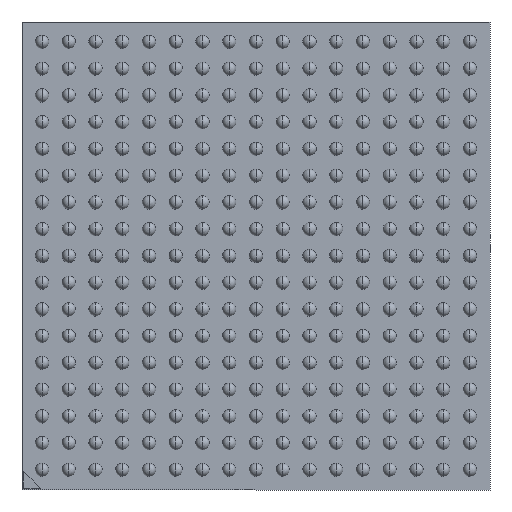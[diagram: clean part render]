
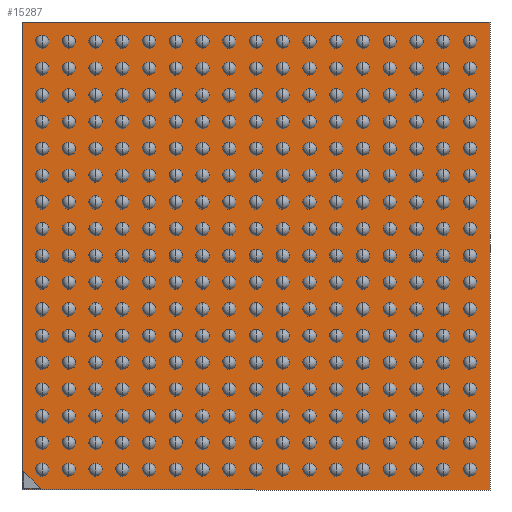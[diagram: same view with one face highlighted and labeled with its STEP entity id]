
A CAD part, front view. The second image highlights one B-rep face of the part: STEP entity #15287.
In plain terms, the highlighted planar face has unit normal (0, -1, 0).
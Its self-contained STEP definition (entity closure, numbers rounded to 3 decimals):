
#27 = VERTEX_POINT ( 'NONE', #2395 ) ;
#72 = CARTESIAN_POINT ( 'NONE',  ( -6.946, 0., -6.453 ) ) ;
#163 = ORIENTED_EDGE ( 'NONE', *, *, #7143, .F. ) ;
#235 = CARTESIAN_POINT ( 'NONE',  ( -6.946, 0., -6.946 ) ) ;
#330 = DIRECTION ( 'NONE',  ( 0., 0., -1. ) ) ;
#876 = VERTEX_POINT ( 'NONE', #10534 ) ;
#951 = VECTOR ( 'NONE', #330, 1000. ) ;
#1287 = VERTEX_POINT ( 'NONE', #12111 ) ;
#1374 = DIRECTION ( 'NONE',  ( 1., 0., 0. ) ) ;
#1410 = EDGE_CURVE ( 'NONE', #15524, #27, #2138, .T. ) ;
#1605 = EDGE_CURVE ( 'NONE', #13264, #1287, #11616, .T. ) ;
#2056 = CARTESIAN_POINT ( 'NONE',  ( -6.453, 0., -6.946 ) ) ;
#2138 = LINE ( 'NONE', #9601, #5239 ) ;
#2258 = VERTEX_POINT ( 'NONE', #4800 ) ;
#2395 = CARTESIAN_POINT ( 'NONE',  ( -7., 0., -7. ) ) ;
#3064 = DIRECTION ( 'NONE',  ( 0., 0., 1. ) ) ;
#3333 = DIRECTION ( 'NONE',  ( -0.707, 0., 0.707 ) ) ;
#3488 = VERTEX_POINT ( 'NONE', #72 ) ;
#3531 = CARTESIAN_POINT ( 'NONE',  ( -7., 0., 7. ) ) ;
#3899 = VECTOR ( 'NONE', #13876, 1000. ) ;
#4009 = CARTESIAN_POINT ( 'NONE',  ( -6.946, 0., -6.946 ) ) ;
#4800 = CARTESIAN_POINT ( 'NONE',  ( -7., 0., 7. ) ) ;
#5118 = VECTOR ( 'NONE', #3333, 1000. ) ;
#5239 = VECTOR ( 'NONE', #7397, 1000. ) ;
#6013 = DIRECTION ( 'NONE',  ( 0., 0., 1. ) ) ;
#6190 = LINE ( 'NONE', #4009, #951 ) ;
#6467 = CARTESIAN_POINT ( 'NONE',  ( 7., 0., 7. ) ) ;
#6513 = DIRECTION ( 'NONE',  ( 0., 0., -1. ) ) ;
#7143 = EDGE_CURVE ( 'NONE', #27, #2258, #15205, .T. ) ;
#7213 = ORIENTED_EDGE ( 'NONE', *, *, #9048, .F. ) ;
#7268 = LINE ( 'NONE', #13826, #13186 ) ;
#7397 = DIRECTION ( 'NONE',  ( -1., 0., 0. ) ) ;
#7459 = LINE ( 'NONE', #2056, #5118 ) ;
#7710 = VECTOR ( 'NONE', #1374, 1000. ) ;
#8622 = ORIENTED_EDGE ( 'NONE', *, *, #15534, .F. ) ;
#9048 = EDGE_CURVE ( 'NONE', #876, #15524, #7268, .T. ) ;
#9175 = AXIS2_PLACEMENT_3D ( 'NONE', #10576, #15474, #3064 ) ;
#9347 = PLANE ( 'NONE',  #9175 ) ;
#9601 = CARTESIAN_POINT ( 'NONE',  ( 7., 0., -7. ) ) ;
#10534 = CARTESIAN_POINT ( 'NONE',  ( 7., 0., 7. ) ) ;
#10576 = CARTESIAN_POINT ( 'NONE',  ( 0., 0., 0. ) ) ;
#10638 = ORIENTED_EDGE ( 'NONE', *, *, #1605, .F. ) ;
#11172 = EDGE_LOOP ( 'NONE', ( #163, #14973, #7213, #8622 ) ) ;
#11402 = FACE_OUTER_BOUND ( 'NONE', #11172, .T. ) ;
#11616 = LINE ( 'NONE', #235, #3899 ) ;
#11881 = EDGE_CURVE ( 'NONE', #3488, #13264, #6190, .T. ) ;
#12006 = VECTOR ( 'NONE', #6013, 1000. ) ;
#12111 = CARTESIAN_POINT ( 'NONE',  ( -6.453, 0., -6.946 ) ) ;
#12137 = LINE ( 'NONE', #6467, #7710 ) ;
#12372 = CARTESIAN_POINT ( 'NONE',  ( 7., 0., -7. ) ) ;
#13186 = VECTOR ( 'NONE', #6513, 1000. ) ;
#13264 = VERTEX_POINT ( 'NONE', #13633 ) ;
#13428 = ORIENTED_EDGE ( 'NONE', *, *, #11881, .F. ) ;
#13490 = FACE_BOUND ( 'NONE', #15443, .T. ) ;
#13588 = EDGE_CURVE ( 'NONE', #1287, #3488, #7459, .T. ) ;
#13633 = CARTESIAN_POINT ( 'NONE',  ( -6.946, 0., -6.946 ) ) ;
#13826 = CARTESIAN_POINT ( 'NONE',  ( 7., 0., 7. ) ) ;
#13876 = DIRECTION ( 'NONE',  ( 1., 0., 0. ) ) ;
#14251 = ORIENTED_EDGE ( 'NONE', *, *, #13588, .F. ) ;
#14973 = ORIENTED_EDGE ( 'NONE', *, *, #1410, .F. ) ;
#15205 = LINE ( 'NONE', #3531, #12006 ) ;
#15287 = ADVANCED_FACE ( 'NONE', ( #13490, #11402 ), #9347, .F. ) ;
#15443 = EDGE_LOOP ( 'NONE', ( #10638, #13428, #14251 ) ) ;
#15474 = DIRECTION ( 'NONE',  ( 0., 1., 0. ) ) ;
#15524 = VERTEX_POINT ( 'NONE', #12372 ) ;
#15534 = EDGE_CURVE ( 'NONE', #2258, #876, #12137, .T. ) ;
